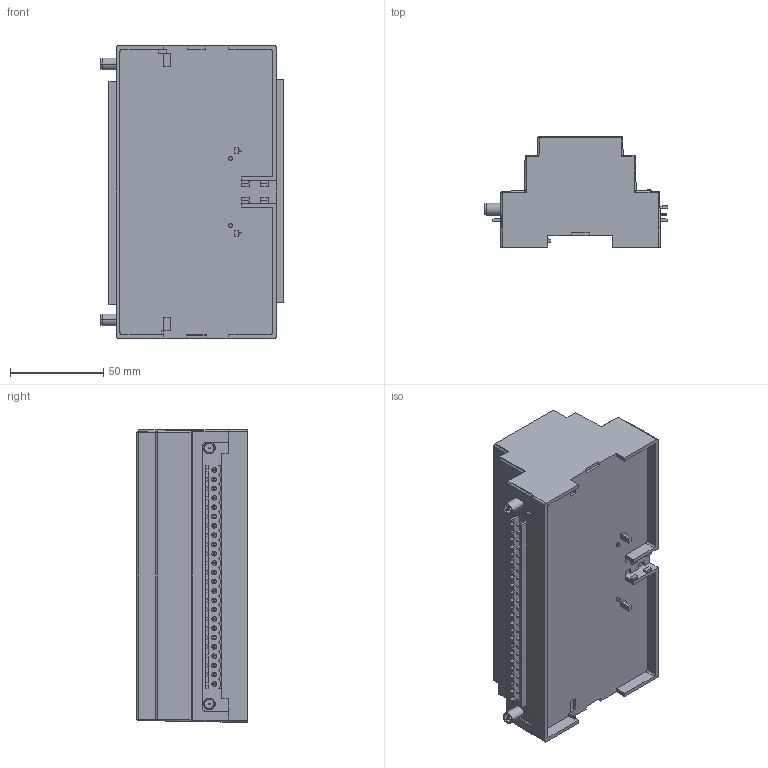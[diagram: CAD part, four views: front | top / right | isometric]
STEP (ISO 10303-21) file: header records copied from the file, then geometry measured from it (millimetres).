
FILE_DESCRIPTION((''),'2;1');
FILE_NAME('190034_SM01_ASM','2022-07-07T08:55:00',('PDMAdmin'),('BANNER ENGINEERING'),'CREO PARAMETRIC BY PTC INC, 2019292','CREO PARAMETRIC BY PTC INC, 2019292','');
FILE_SCHEMA(('CONFIG_CONTROL_DESIGN'));
Length unit declared in the file: millimetre
Products named in the file (2): 190034_EP01; 190034_SM01_ASM
Assembly tree (1 placements, depth 2):
  190034_SM01_ASM
    190034_EP01
Bounding box: 98.5 x 59.45 x 157 mm (x, y, z)
Volume: 570781 mm3; surface area: 65548.3 mm2
Topology: 1 solids, 1 shells, 1174 faces, 2960 edges, 1876 vertices
Faces by surface type: plane 782, cylinder 358, sphere 20, bspline 10, cone 4
Entity records: 38644 total; most frequent: CARTESIAN_POINT 11270, ORIENTED_EDGE 5904, DIRECTION 5054, EDGE_CURVE 2952, VECTOR 2300, LINE 2300, VERTEX_POINT 1876, AXIS2_PLACEMENT_3D 1377
